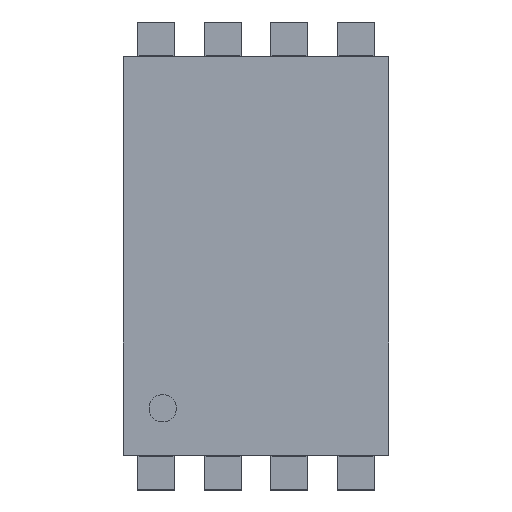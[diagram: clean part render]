
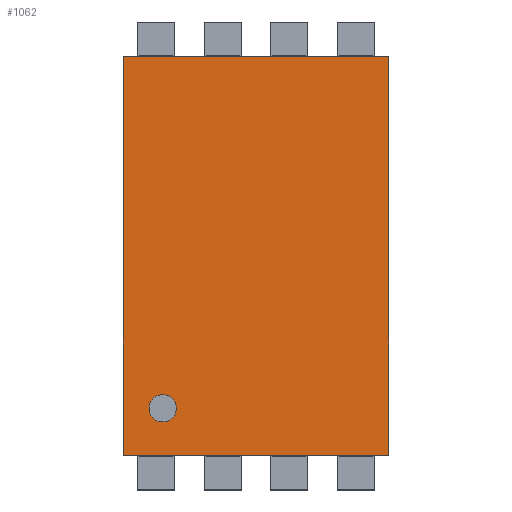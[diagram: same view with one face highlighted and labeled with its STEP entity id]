
A CAD part, top view. The second image highlights one B-rep face of the part: STEP entity #1062.
In plain terms, the highlighted planar face has unit normal (0, 0, 1).
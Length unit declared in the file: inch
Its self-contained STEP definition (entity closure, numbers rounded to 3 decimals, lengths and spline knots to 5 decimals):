
#62 = VECTOR ( 'NONE', #1118, 39.37008 ) ;
#64 = DIRECTION ( 'NONE',  ( 0., 0., 1. ) ) ;
#95 = CARTESIAN_POINT ( 'NONE',  ( -0.02763, -0.04515, 0.02662 ) ) ;
#101 = VERTEX_POINT ( 'NONE', #411 ) ;
#149 = DIRECTION ( 'NONE',  ( 1., 0., 0. ) ) ;
#158 = ORIENTED_EDGE ( 'NONE', *, *, #2008, .F. ) ;
#176 = VECTOR ( 'NONE', #952, 39.37008 ) ;
#195 = CARTESIAN_POINT ( 'NONE',  ( 0.03937, 0.05906, 0.02662 ) ) ;
#212 = VERTEX_POINT ( 'NONE', #2245 ) ;
#386 = LINE ( 'NONE', #2731, #2315 ) ;
#411 = CARTESIAN_POINT ( 'NONE',  ( 0.03937, 0.05906, 0.02662 ) ) ;
#415 = AXIS2_PLACEMENT_3D ( 'NONE', #1696, #2223, #2483 ) ;
#472 = EDGE_CURVE ( 'NONE', #101, #1597, #1189, .T. ) ;
#495 = EDGE_CURVE ( 'NONE', #507, #3313, #386, .T. ) ;
#507 = VERTEX_POINT ( 'NONE', #687 ) ;
#687 = CARTESIAN_POINT ( 'NONE',  ( -0.03937, -0.05906, 0.02662 ) ) ;
#690 = EDGE_CURVE ( 'NONE', #1597, #507, #2689, .T. ) ;
#845 = CIRCLE ( 'NONE', #415, 0.00406 ) ;
#952 = DIRECTION ( 'NONE',  ( -1., 0., 0. ) ) ;
#1062 = ADVANCED_FACE ( 'NONE', ( #2448, #2466 ), #2956, .T. ) ;
#1070 = CARTESIAN_POINT ( 'NONE',  ( -0.02357, -0.04515, 0.02662 ) ) ;
#1090 = EDGE_CURVE ( 'NONE', #212, #2522, #845, .T. ) ;
#1118 = DIRECTION ( 'NONE',  ( 0., 1., 0. ) ) ;
#1189 = LINE ( 'NONE', #195, #176 ) ;
#1193 = DIRECTION ( 'NONE',  ( 0., 0., 1. ) ) ;
#1333 = EDGE_CURVE ( 'NONE', #3313, #101, #1614, .T. ) ;
#1369 = VECTOR ( 'NONE', #1669, 39.37008 ) ;
#1413 = ORIENTED_EDGE ( 'NONE', *, *, #1333, .T. ) ;
#1522 = ORIENTED_EDGE ( 'NONE', *, *, #472, .T. ) ;
#1531 = ORIENTED_EDGE ( 'NONE', *, *, #495, .T. ) ;
#1597 = VERTEX_POINT ( 'NONE', #3143 ) ;
#1614 = LINE ( 'NONE', #2097, #62 ) ;
#1669 = DIRECTION ( 'NONE',  ( 0., -1., 0. ) ) ;
#1696 = CARTESIAN_POINT ( 'NONE',  ( -0.02763, -0.04515, 0.02662 ) ) ;
#2008 = EDGE_CURVE ( 'NONE', #2522, #212, #2323, .T. ) ;
#2097 = CARTESIAN_POINT ( 'NONE',  ( 0.03937, -0.05906, 0.02662 ) ) ;
#2127 = DIRECTION ( 'NONE',  ( -1., 0., 0. ) ) ;
#2163 = CARTESIAN_POINT ( 'NONE',  ( 0.03937, -0.05906, 0.02662 ) ) ;
#2168 = CARTESIAN_POINT ( 'NONE',  ( 0., 0., 0.02662 ) ) ;
#2174 = CARTESIAN_POINT ( 'NONE',  ( -0.03937, 0.05906, 0.02662 ) ) ;
#2218 = DIRECTION ( 'NONE',  ( 1., 0., 0. ) ) ;
#2223 = DIRECTION ( 'NONE',  ( 0., 0., 1. ) ) ;
#2245 = CARTESIAN_POINT ( 'NONE',  ( -0.03168, -0.04515, 0.02662 ) ) ;
#2269 = AXIS2_PLACEMENT_3D ( 'NONE', #95, #64, #2127 ) ;
#2315 = VECTOR ( 'NONE', #2218, 39.37008 ) ;
#2323 = CIRCLE ( 'NONE', #2269, 0.00406 ) ;
#2448 = FACE_OUTER_BOUND ( 'NONE', #2949, .T. ) ;
#2466 = FACE_BOUND ( 'NONE', #3273, .T. ) ;
#2483 = DIRECTION ( 'NONE',  ( -1., 0., 0. ) ) ;
#2522 = VERTEX_POINT ( 'NONE', #1070 ) ;
#2628 = AXIS2_PLACEMENT_3D ( 'NONE', #2168, #1193, #149 ) ;
#2689 = LINE ( 'NONE', #2174, #1369 ) ;
#2731 = CARTESIAN_POINT ( 'NONE',  ( -0.03937, -0.05906, 0.02662 ) ) ;
#2949 = EDGE_LOOP ( 'NONE', ( #1522, #3261, #1531, #1413 ) ) ;
#2956 = PLANE ( 'NONE',  #2628 ) ;
#3130 = ORIENTED_EDGE ( 'NONE', *, *, #1090, .F. ) ;
#3143 = CARTESIAN_POINT ( 'NONE',  ( -0.03937, 0.05906, 0.02662 ) ) ;
#3261 = ORIENTED_EDGE ( 'NONE', *, *, #690, .T. ) ;
#3273 = EDGE_LOOP ( 'NONE', ( #3130, #158 ) ) ;
#3313 = VERTEX_POINT ( 'NONE', #2163 ) ;
